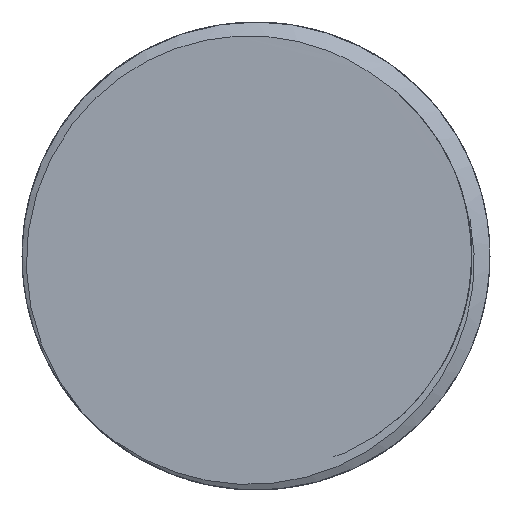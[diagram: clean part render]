
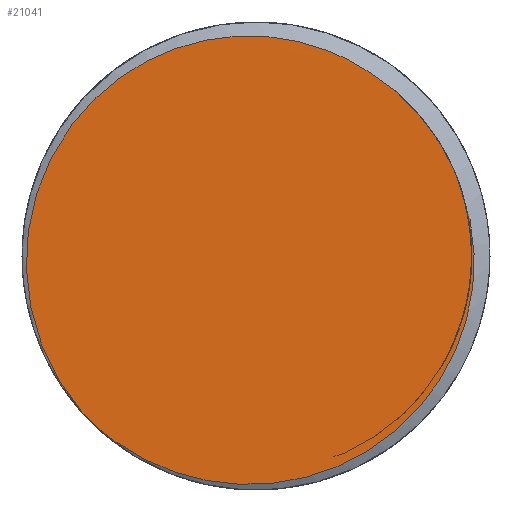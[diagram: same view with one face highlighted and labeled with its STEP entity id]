
A CAD part, left-side view. The second image highlights one B-rep face of the part: STEP entity #21041.
In plain terms, the highlighted free-form (B-spline) face has degree [1, 1] with [2, 2] control points.
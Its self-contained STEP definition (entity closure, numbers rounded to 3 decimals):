
#10300=CARTESIAN_POINT('',(25.002,-7.93,2.685));
#10301=VERTEX_POINT('',#10300);
#10315=CARTESIAN_POINT('',(25.,6.722,-6.088));
#10316=VERTEX_POINT('',#10315);
#10317=CARTESIAN_POINT('',(25.,-7.933,2.686));
#10318=CARTESIAN_POINT('',(25.,-9.3,-1.005));
#10319=CARTESIAN_POINT('',(25.,-7.92,-5.125));
#10320=CARTESIAN_POINT('',(25.,-1.061,-9.777));
#10321=CARTESIAN_POINT('',(25.,3.736,-9.212));
#10322=CARTESIAN_POINT('',(25.,6.722,-6.088));
#10323=B_SPLINE_CURVE_WITH_KNOTS('',3,(#10317,#10318,#10319,#10320,#10321,#10322),.UNSPECIFIED.,.F.,.U.,(4,2,4),(0.018,1.,2.082),.UNSPECIFIED.);
#10324=EDGE_CURVE('',#10301,#10316,#10323,.T.);
#20342=CARTESIAN_POINT('',(24.998,-4.263,7.206));
#20343=VERTEX_POINT('',#20342);
#20344=CARTESIAN_POINT('',(25.,6.722,-6.088));
#20345=CARTESIAN_POINT('',(25.,9.614,-2.717));
#20346=CARTESIAN_POINT('',(25.,9.635,2.218));
#20347=CARTESIAN_POINT('',(25.,3.99,8.753));
#20348=CARTESIAN_POINT('',(25.,-0.691,9.488));
#20349=CARTESIAN_POINT('',(25.,-4.264,7.208));
#20350=B_SPLINE_CURVE_WITH_KNOTS('',3,(#20344,#20345,#20346,#20347,#20348,#20349),.UNSPECIFIED.,.F.,.U.,(4,2,4),(0.,1.,1.965),.UNSPECIFIED.);
#20351=EDGE_CURVE('',#10316,#20343,#20350,.T.);
#21021=CARTESIAN_POINT('',(25.,-4.264,7.208));
#21022=CARTESIAN_POINT('',(25.,-6.937,5.627));
#21023=CARTESIAN_POINT('',(25.,-7.933,2.686));
#21024=(BOUNDED_CURVE()B_SPLINE_CURVE(2,(#21021,#21022,#21023),.CIRCULAR_ARC.,.F.,.U.)B_SPLINE_CURVE_WITH_KNOTS((3,3),(0.091,0.195),.UNSPECIFIED.)CURVE()GEOMETRIC_REPRESENTATION_ITEM()RATIONAL_B_SPLINE_CURVE((0.802,0.731,0.757))REPRESENTATION_ITEM(''));
#21025=EDGE_CURVE('',#20343,#10301,#21024,.T.);
#21031=CARTESIAN_POINT('',(25.,22.155,-60.));
#21032=CARTESIAN_POINT('',(25.,22.155,60.));
#21033=CARTESIAN_POINT('',(25.,-22.155,-60.));
#21034=CARTESIAN_POINT('',(25.,-22.155,60.));
#21035=B_SPLINE_SURFACE_WITH_KNOTS('',1,1,((#21031,#21032),(#21033,#21034)),.PLANE_SURF.,.F.,.F.,.U.,(2,2),(2,2),(0.,1.),(0.,1.),.UNSPECIFIED.);
#21036=ORIENTED_EDGE('',*,*,#21025,.F.);
#21037=ORIENTED_EDGE('',*,*,#20351,.F.);
#21038=ORIENTED_EDGE('',*,*,#10324,.F.);
#21039=EDGE_LOOP('',(#21036,#21037,#21038));
#21040=FACE_OUTER_BOUND('',#21039,.T.);
#21041=ADVANCED_FACE('',(#21040),#21035,.T.);
